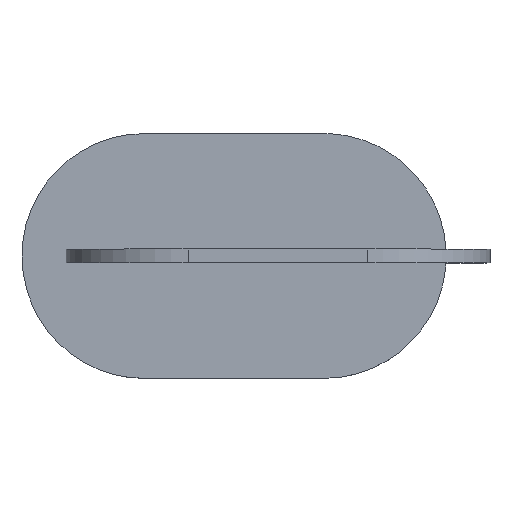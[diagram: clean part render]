
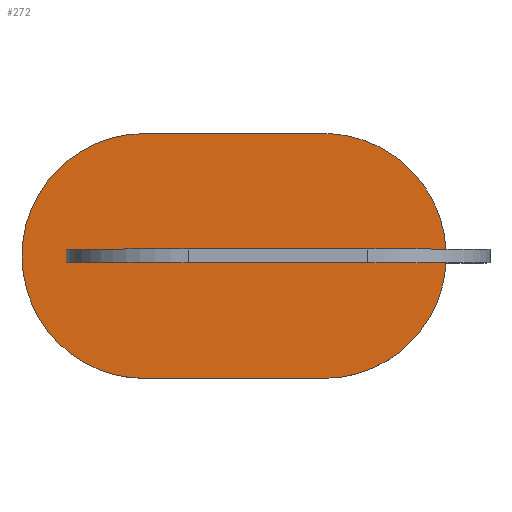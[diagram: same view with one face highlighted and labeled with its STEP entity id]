
A CAD part, top view. The second image highlights one B-rep face of the part: STEP entity #272.
In plain terms, the highlighted planar face has unit normal (0, 0, 1).
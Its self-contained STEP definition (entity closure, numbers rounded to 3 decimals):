
#13 = CARTESIAN_POINT ( 'NONE',  ( -598.9, 427.305, 12.5 ) ) ;
#16 = EDGE_CURVE ( 'NONE', #135, #325, #367, .T. ) ;
#29 = DIRECTION ( 'NONE',  ( 0., 1., 0. ) ) ;
#42 = B_SPLINE_CURVE_WITH_KNOTS ( 'NONE', 3,
 ( #312, #112, #305, #374 ),
 .UNSPECIFIED., .F., .F.,
 ( 4, 4 ),
 ( 2., 3. ),
 .UNSPECIFIED. ) ;
#55 = CARTESIAN_POINT ( 'NONE',  ( 102.184, 588.549, 12.5 ) ) ;
#57 = ORIENTED_EDGE ( 'NONE', *, *, #209, .T. ) ;
#60 = CARTESIAN_POINT ( 'NONE',  ( -376.567, 649.638, 12.5 ) ) ;
#62 = VERTEX_POINT ( 'NONE', #13 ) ;
#72 = CARTESIAN_POINT ( 'NONE',  ( -173.9, 439.688, 12.5 ) ) ;
#74 = LINE ( 'NONE', #161, #262 ) ;
#78 = CARTESIAN_POINT ( 'NONE',  ( -50.876, 204.973, 12.5 ) ) ;
#79 = LINE ( 'NONE', #376, #244 ) ;
#80 = DIRECTION ( 'NONE',  ( 0., 0., -1. ) ) ;
#82 = DIRECTION ( 'NONE',  ( -1., 0., 0. ) ) ;
#85 = CARTESIAN_POINT ( 'NONE',  ( -598.9, 427.305, 12.5 ) ) ;
#91 = CARTESIAN_POINT ( 'NONE',  ( -50.889, 649.638, 12.5 ) ) ;
#99 = ORIENTED_EDGE ( 'NONE', *, *, #410, .T. ) ;
#105 = EDGE_CURVE ( 'NONE', #227, #387, #74, .T. ) ;
#106 = CARTESIAN_POINT ( 'NONE',  ( -173.9, 439.688, 12.5 ) ) ;
#107 = CARTESIAN_POINT ( 'NONE',  ( -499.359, 204.973, 12.5 ) ) ;
#109 = PLANE ( 'NONE',  #219 ) ;
#110 = VECTOR ( 'NONE', #235, 1000. ) ;
#112 = CARTESIAN_POINT ( 'NONE',  ( 164.675, 556.719, 12.5 ) ) ;
#113 = CARTESIAN_POINT ( 'NONE',  ( 164.559, 297.768, 12.5 ) ) ;
#116 = VECTOR ( 'NONE', #249, 1000. ) ;
#117 = CARTESIAN_POINT ( 'NONE',  ( -376.568, 204.973, 12.5 ) ) ;
#119 = ORIENTED_EDGE ( 'NONE', *, *, #391, .T. ) ;
#129 = CARTESIAN_POINT ( 'NONE',  ( -376.568, 204.973, 12.5 ) ) ;
#135 = VERTEX_POINT ( 'NONE', #106 ) ;
#138 = CARTESIAN_POINT ( 'NONE',  ( -376.567, 649.638, 12.5 ) ) ;
#161 = CARTESIAN_POINT ( 'NONE',  ( 171.1, 414.688, 12.5 ) ) ;
#185 = EDGE_CURVE ( 'NONE', #325, #393, #42, .T. ) ;
#187 = CARTESIAN_POINT ( 'NONE',  ( -499.358, 649.638, 12.5 ) ) ;
#190 = VECTOR ( 'NONE', #29, 1000. ) ;
#192 = EDGE_CURVE ( 'NONE', #393, #340, #79, .T. ) ;
#195 = CARTESIAN_POINT ( 'NONE',  ( -173.9, 414.688, 12.5 ) ) ;
#209 = EDGE_CURVE ( 'NONE', #257, #315, #412, .T. ) ;
#215 = CARTESIAN_POINT ( 'NONE',  ( 67.68, 204.973, 12.5 ) ) ;
#219 = AXIS2_PLACEMENT_3D ( 'NONE', #55, #80, #313 ) ;
#223 = ORIENTED_EDGE ( 'NONE', *, *, #192, .T. ) ;
#227 = VERTEX_POINT ( 'NONE', #320 ) ;
#235 = DIRECTION ( 'NONE',  ( 1., 0., 0. ) ) ;
#244 = VECTOR ( 'NONE', #82, 1000. ) ;
#246 = CARTESIAN_POINT ( 'NONE',  ( 171.1, 414.688, 12.5 ) ) ;
#249 = DIRECTION ( 'NONE',  ( 1., 0., 0. ) ) ;
#257 = VERTEX_POINT ( 'NONE', #129 ) ;
#262 = VECTOR ( 'NONE', #293, 1000. ) ;
#268 = ORIENTED_EDGE ( 'NONE', *, *, #349, .T. ) ;
#272 = ADVANCED_FACE ( 'NONE', ( #308 ), #109, .F. ) ;
#274 = CARTESIAN_POINT ( 'NONE',  ( -376.568, 204.973, 12.5 ) ) ;
#293 = DIRECTION ( 'NONE',  ( -1., 0., 0. ) ) ;
#296 = ORIENTED_EDGE ( 'NONE', *, *, #185, .T. ) ;
#305 = CARTESIAN_POINT ( 'NONE',  ( 67.746, 649.638, 12.5 ) ) ;
#308 = FACE_OUTER_BOUND ( 'NONE', #322, .T. ) ;
#311 = B_SPLINE_CURVE_WITH_KNOTS ( 'NONE', 3,
 ( #372, #215, #113, #246 ),
 .UNSPECIFIED., .F., .F.,
 ( 4, 4 ),
 ( 8., 9. ),
 .UNSPECIFIED. ) ;
#312 = CARTESIAN_POINT ( 'NONE',  ( 171.1, 439.688, 12.5 ) ) ;
#313 = DIRECTION ( 'NONE',  ( -1., 0., 0. ) ) ;
#315 = VERTEX_POINT ( 'NONE', #78 ) ;
#318 = CARTESIAN_POINT ( 'NONE',  ( -173.9, 414.688, 12.5 ) ) ;
#320 = CARTESIAN_POINT ( 'NONE',  ( 171.1, 414.688, 12.5 ) ) ;
#322 = EDGE_LOOP ( 'NONE', ( #354, #119, #389, #296, #223, #99, #418, #57, #268 ) ) ;
#325 = VERTEX_POINT ( 'NONE', #346 ) ;
#333 = EDGE_CURVE ( 'NONE', #62, #257, #363, .T. ) ;
#340 = VERTEX_POINT ( 'NONE', #138 ) ;
#346 = CARTESIAN_POINT ( 'NONE',  ( 171.1, 439.688, 12.5 ) ) ;
#349 = EDGE_CURVE ( 'NONE', #315, #227, #311, .T. ) ;
#354 = ORIENTED_EDGE ( 'NONE', *, *, #105, .T. ) ;
#361 = LINE ( 'NONE', #318, #190 ) ;
#363 = B_SPLINE_CURVE_WITH_KNOTS ( 'NONE', 3,
 ( #85, #401, #107, #274 ),
 .UNSPECIFIED., .F., .F.,
 ( 4, 4 ),
 ( 6., 7. ),
 .UNSPECIFIED. ) ;
#367 = LINE ( 'NONE', #72, #110 ) ;
#372 = CARTESIAN_POINT ( 'NONE',  ( -50.876, 204.973, 12.5 ) ) ;
#374 = CARTESIAN_POINT ( 'NONE',  ( -50.889, 649.638, 12.5 ) ) ;
#376 = CARTESIAN_POINT ( 'NONE',  ( -50.889, 649.638, 12.5 ) ) ;
#380 = CARTESIAN_POINT ( 'NONE',  ( -598.9, 550.096, 12.5 ) ) ;
#387 = VERTEX_POINT ( 'NONE', #195 ) ;
#389 = ORIENTED_EDGE ( 'NONE', *, *, #16, .T. ) ;
#391 = EDGE_CURVE ( 'NONE', #387, #135, #361, .T. ) ;
#393 = VERTEX_POINT ( 'NONE', #91 ) ;
#401 = CARTESIAN_POINT ( 'NONE',  ( -598.9, 304.514, 12.5 ) ) ;
#407 = B_SPLINE_CURVE_WITH_KNOTS ( 'NONE', 3,
 ( #60, #187, #380, #413 ),
 .UNSPECIFIED., .F., .F.,
 ( 4, 4 ),
 ( 4., 5. ),
 .UNSPECIFIED. ) ;
#410 = EDGE_CURVE ( 'NONE', #340, #62, #407, .T. ) ;
#412 = LINE ( 'NONE', #117, #116 ) ;
#413 = CARTESIAN_POINT ( 'NONE',  ( -598.9, 427.305, 12.5 ) ) ;
#418 = ORIENTED_EDGE ( 'NONE', *, *, #333, .T. ) ;
